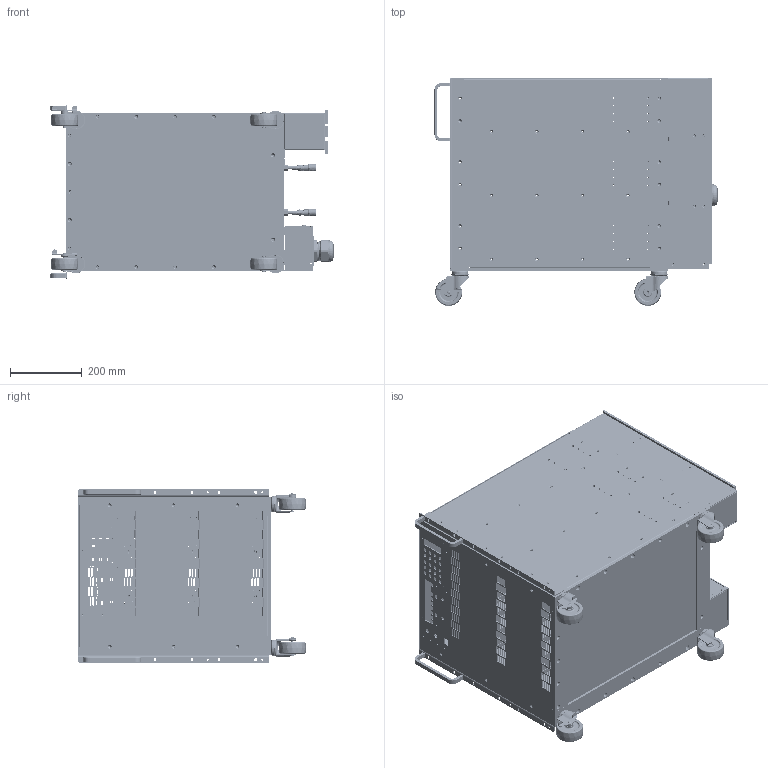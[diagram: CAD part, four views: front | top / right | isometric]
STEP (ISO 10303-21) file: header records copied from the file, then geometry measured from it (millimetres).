
FILE_DESCRIPTION(/* description */ (''),/* implementation_level */ '2;1');
FILE_NAME(/* name */ '1166-09-465_12U.stp',/* time_stamp */ '2022-03-09T09:29:32-05:00',/* author */ ('cmurphy'),/* organization */ (''),/* preprocessor_version */ 'ST-DEVELOPER v18.1',/* originating_system */ 'Autodesk Inventor 2020',/* authorisation */ '');
FILE_SCHEMA (('CONFIG_CONTROL_DESIGN'));
Products named in the file (103): 1166-09-412; 1166-09-428; 1166-03-186; 1166-03-186_1; 1166-03-187; 1166-03-187_1; SO-440-4 ZI-01; 1166-09-427; 1166-03-256; 1166-03-190; Spring Pin Master-02; Flat Phillips Head Screw Master-25; 1166-03-191; 1166-03-191_1; 1166-03-199; 1166-03-205; 1166-03-207; 1166-03-207_1; 1166-03-198; 1166-03-198_1; 1166-03-197; 1166-03-197_1; InsertS-16097; 1166-03-257; 1166-03-257_1; 1166-03-258; 1166-03-258_1; 1166-09-426; 1166-03-259; 1166-03-259_1; SO-440-4 ZI-01_1; SO-440-4 ZI-01_2; 1166-03-195; 1166-03-260; HandleRectangle-33376; CasterStem-33489; CasterStem-33490; 1166-09-413; 1166-03-063; 1166-03-063_1 ...
Assembly tree (375 placements, depth 4):
  1166-09-412
    1166-09-428  x2
      1166-03-186
        1166-03-186_1
        SO-440-4 ZI-01  x4
      1166-03-187
        1166-03-187_1
        SO-440-4 ZI-01  x4
      1166-09-427
        1166-03-256
        1166-03-190
        Spring Pin Master-02  x2
      Flat Phillips Head Screw Master-25
    1166-03-191
      1166-03-191_1
      InsertS-16073  x2
      InsertS-14935  x2
    1166-03-199
    1166-03-205
    1166-03-207
    1166-03-207_1
    1166-03-198  x6
      1166-03-198_1
      InsertS-14935
    1166-03-197  x2
      1166-03-197_1
      InsertS-16097
      InsertS-16073
    1166-03-257
      1166-03-257_1
      InsertS-14935  x29
      InsertS-16073  x3
    1166-03-258
      1166-03-258_1
      InsertS-14935  x33
      InsertS-16073  x3
    1166-09-426
      1166-03-259
        1166-03-259_1
        InsertS-16073  x3
        InsertS-14935  x5
        SO-440-4 ZI-01_1  x6
        SO-440-4 ZI-01_2  x6
    1166-03-195
    1166-03-260  x2
    HandleRectangle-33376  x2
    CasterStem-33489  x2
    CasterStem-33490  x2
    1166-09-413  x3
      1166-03-063
        1166-03-063_1
        InsertS-14935  x18
        InsertS-16073  x19
        SO-440-4 ZI-01_3  x9
      1166-03-228
      Part1-01
      Hex Head Screw Master-12210
      1161-03-149
      1166-03-027
      1201-03-186
Bounding box: 788.82 x 635.3 x 483.36 mm (x, y, z)
Volume: 10971518.1 mm3; surface area: 7090351.7 mm2
Topology: 603 solids, 603 shells, 14402 faces, 37739 edges, 25839 vertices
Faces by surface type: plane 6776, cylinder 4590, cone 2623, torus 265, bspline 120, sphere 28
Full cylindrical faces by diameter (mm): 1.753 x8, 2.642 x136, 3.175 x28, 3.302 x100, 3.505 x9, 3.962 x230, 3.969 x35, 4.166 x44, 4.366 x26, 4.369 x12, 4.75 x124, 4.762 x158, 4.978 x60, 5.156 x18, 5.159 x20, 5.385 x40, 5.41 x16, 5.556 x210, 5.563 x72, 6.081 x124, 6.325 x133, 6.35 x159, 6.401 x3, 6.706 x51, 6.747 x22, 6.779 x4, 7.112 x277, 7.144 x98, 7.518 x4, 7.541 x4
Entity records: 161858 total; most frequent: CARTESIAN_POINT 39251, DIRECTION 25703, ORIENTED_EDGE 23764, EDGE_CURVE 11882, AXIS2_PLACEMENT_3D 9608, VERTEX_POINT 8052, LINE 6487, VECTOR 6487
